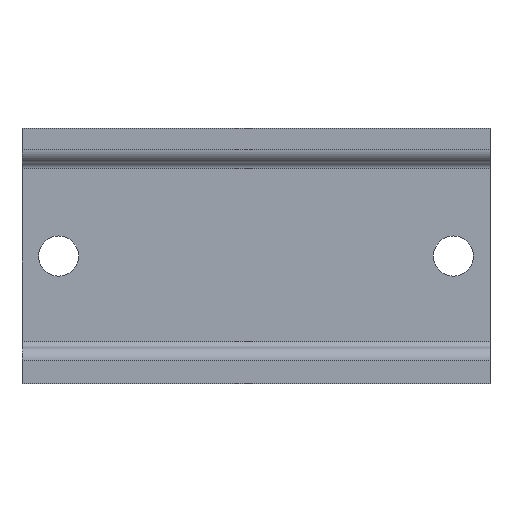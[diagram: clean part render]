
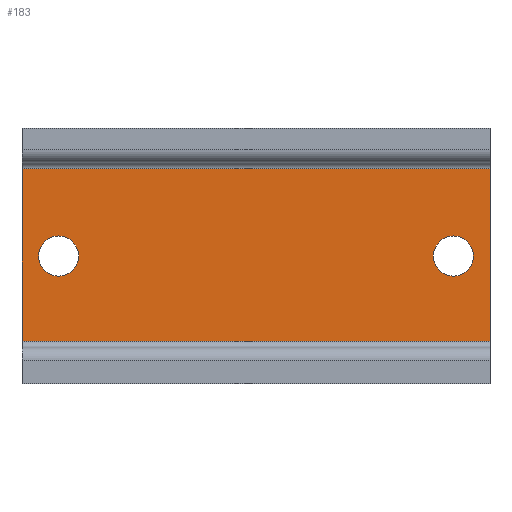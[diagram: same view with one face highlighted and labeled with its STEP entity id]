
A CAD part, top view. The second image highlights one B-rep face of the part: STEP entity #183.
In plain terms, the highlighted planar face has unit normal (0, 0, 1).
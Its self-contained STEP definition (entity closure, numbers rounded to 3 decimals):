
#54=AXIS2_PLACEMENT_3D('Circle Axis2P3D',#52,#53,$) ;
#61=AXIS2_PLACEMENT_3D('Circle Axis2P3D',#59,#60,$) ;
#86=AXIS2_PLACEMENT_3D('Circle Axis2P3D',#84,#85,$) ;
#93=AXIS2_PLACEMENT_3D('Circle Axis2P3D',#91,#92,$) ;
#107=AXIS2_PLACEMENT_3D('Plane Axis2P3D',#104,#105,#106) ;
#151=AXIS2_PLACEMENT_3D('Circle Axis2P3D',#149,#150,$) ;
#160=AXIS2_PLACEMENT_3D('Circle Axis2P3D',#158,#159,$) ;
#167=AXIS2_PLACEMENT_3D('Circle Axis2P3D',#165,#166,$) ;
#174=AXIS2_PLACEMENT_3D('Circle Axis2P3D',#172,#173,$) ;
#49=CARTESIAN_POINT('Vertex',(2.25,17.5,1.)) ;
#52=CARTESIAN_POINT('Axis2P3D Location',(5.,17.5,1.)) ;
#56=CARTESIAN_POINT('Vertex',(5.,14.75,1.)) ;
#59=CARTESIAN_POINT('Axis2P3D Location',(5.,17.5,1.)) ;
#63=CARTESIAN_POINT('Vertex',(7.75,17.5,1.)) ;
#84=CARTESIAN_POINT('Axis2P3D Location',(5.,17.5,1.)) ;
#88=CARTESIAN_POINT('Vertex',(5.,20.25,1.)) ;
#91=CARTESIAN_POINT('Axis2P3D Location',(5.,17.5,1.)) ;
#104=CARTESIAN_POINT('Axis2P3D Location',(64.,29.45,1.)) ;
#109=CARTESIAN_POINT('Line Origine',(0.,17.65,1.)) ;
#113=CARTESIAN_POINT('Vertex',(0.,29.45,1.)) ;
#115=CARTESIAN_POINT('Vertex',(0.,5.85,1.)) ;
#118=CARTESIAN_POINT('Line Origine',(32.,5.85,1.)) ;
#122=CARTESIAN_POINT('Vertex',(64.,5.85,1.)) ;
#125=CARTESIAN_POINT('Line Origine',(64.,17.65,1.)) ;
#129=CARTESIAN_POINT('Vertex',(64.,29.45,1.)) ;
#132=CARTESIAN_POINT('Line Origine',(32.,29.45,1.)) ;
#149=CARTESIAN_POINT('Axis2P3D Location',(59.,17.5,1.)) ;
#153=CARTESIAN_POINT('Vertex',(59.,14.75,1.)) ;
#155=CARTESIAN_POINT('Vertex',(61.75,17.5,1.)) ;
#158=CARTESIAN_POINT('Axis2P3D Location',(59.,17.5,1.)) ;
#162=CARTESIAN_POINT('Vertex',(56.25,17.5,1.)) ;
#165=CARTESIAN_POINT('Axis2P3D Location',(59.,17.5,1.)) ;
#169=CARTESIAN_POINT('Vertex',(59.,20.25,1.)) ;
#172=CARTESIAN_POINT('Axis2P3D Location',(59.,17.5,1.)) ;
#53=DIRECTION('Axis2P3D Direction',(0.,0.,1.)) ;
#60=DIRECTION('Axis2P3D Direction',(0.,0.,1.)) ;
#85=DIRECTION('Axis2P3D Direction',(0.,0.,1.)) ;
#92=DIRECTION('Axis2P3D Direction',(0.,0.,1.)) ;
#105=DIRECTION('Axis2P3D Direction',(0.,0.,-1.)) ;
#106=DIRECTION('Axis2P3D XDirection',(0.,-1.,0.)) ;
#110=DIRECTION('Vector Direction',(0.,-1.,0.)) ;
#119=DIRECTION('Vector Direction',(-1.,0.,0.)) ;
#126=DIRECTION('Vector Direction',(0.,-1.,0.)) ;
#133=DIRECTION('Vector Direction',(-1.,0.,0.)) ;
#150=DIRECTION('Axis2P3D Direction',(0.,0.,-1.)) ;
#159=DIRECTION('Axis2P3D Direction',(0.,0.,-1.)) ;
#166=DIRECTION('Axis2P3D Direction',(0.,0.,-1.)) ;
#173=DIRECTION('Axis2P3D Direction',(0.,0.,-1.)) ;
#111=VECTOR('Line Direction',#110,1.) ;
#120=VECTOR('Line Direction',#119,1.) ;
#127=VECTOR('Line Direction',#126,1.) ;
#134=VECTOR('Line Direction',#133,1.) ;
#138=ORIENTED_EDGE('',*,*,#117,.T.) ;
#139=ORIENTED_EDGE('',*,*,#124,.F.) ;
#140=ORIENTED_EDGE('',*,*,#131,.F.) ;
#141=ORIENTED_EDGE('',*,*,#136,.T.) ;
#144=ORIENTED_EDGE('',*,*,#65,.F.) ;
#145=ORIENTED_EDGE('',*,*,#58,.F.) ;
#146=ORIENTED_EDGE('',*,*,#95,.F.) ;
#147=ORIENTED_EDGE('',*,*,#90,.F.) ;
#178=ORIENTED_EDGE('',*,*,#157,.F.) ;
#179=ORIENTED_EDGE('',*,*,#164,.F.) ;
#180=ORIENTED_EDGE('',*,*,#171,.F.) ;
#181=ORIENTED_EDGE('',*,*,#176,.F.) ;
#148=FACE_BOUND('',#143,.T.) ;
#182=FACE_BOUND('',#177,.T.) ;
#183=ADVANCED_FACE('K\X2\00F6\X0\rper.2',(#142,#148,#182),#108,.F.) ;
#55=CIRCLE('generated circle',#54,2.75) ;
#62=CIRCLE('generated circle',#61,2.75) ;
#87=CIRCLE('generated circle',#86,2.75) ;
#94=CIRCLE('generated circle',#93,2.75) ;
#152=CIRCLE('generated circle',#151,2.75) ;
#161=CIRCLE('generated circle',#160,2.75) ;
#168=CIRCLE('generated circle',#167,2.75) ;
#175=CIRCLE('generated circle',#174,2.75) ;
#58=EDGE_CURVE('',#50,#57,#55,.T.) ;
#65=EDGE_CURVE('',#57,#64,#62,.T.) ;
#90=EDGE_CURVE('',#64,#89,#87,.T.) ;
#95=EDGE_CURVE('',#89,#50,#94,.T.) ;
#117=EDGE_CURVE('',#114,#116,#112,.T.) ;
#124=EDGE_CURVE('',#123,#116,#121,.T.) ;
#131=EDGE_CURVE('',#130,#123,#128,.T.) ;
#136=EDGE_CURVE('',#130,#114,#135,.T.) ;
#157=EDGE_CURVE('',#154,#156,#152,.F.) ;
#164=EDGE_CURVE('',#163,#154,#161,.F.) ;
#171=EDGE_CURVE('',#170,#163,#168,.F.) ;
#176=EDGE_CURVE('',#156,#170,#175,.F.) ;
#137=EDGE_LOOP('',(#138,#139,#140,#141)) ;
#143=EDGE_LOOP('',(#144,#145,#146,#147)) ;
#177=EDGE_LOOP('',(#178,#179,#180,#181)) ;
#142=FACE_OUTER_BOUND('',#137,.T.) ;
#112=LINE('Line',#109,#111) ;
#121=LINE('Line',#118,#120) ;
#128=LINE('Line',#125,#127) ;
#135=LINE('Line',#132,#134) ;
#108=PLANE('',#107) ;
#50=VERTEX_POINT('',#49) ;
#57=VERTEX_POINT('',#56) ;
#64=VERTEX_POINT('',#63) ;
#89=VERTEX_POINT('',#88) ;
#114=VERTEX_POINT('',#113) ;
#116=VERTEX_POINT('',#115) ;
#123=VERTEX_POINT('',#122) ;
#130=VERTEX_POINT('',#129) ;
#154=VERTEX_POINT('',#153) ;
#156=VERTEX_POINT('',#155) ;
#163=VERTEX_POINT('',#162) ;
#170=VERTEX_POINT('',#169) ;
